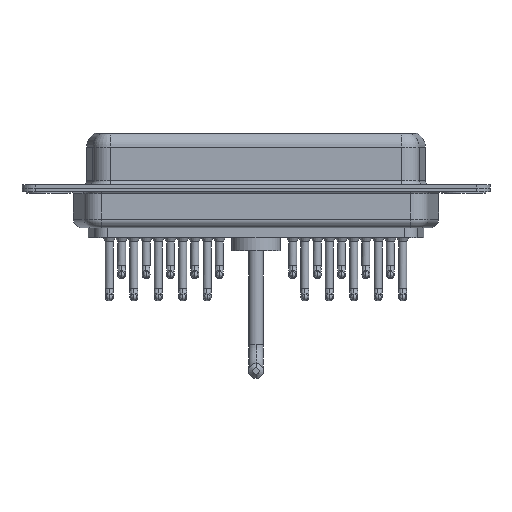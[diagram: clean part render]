
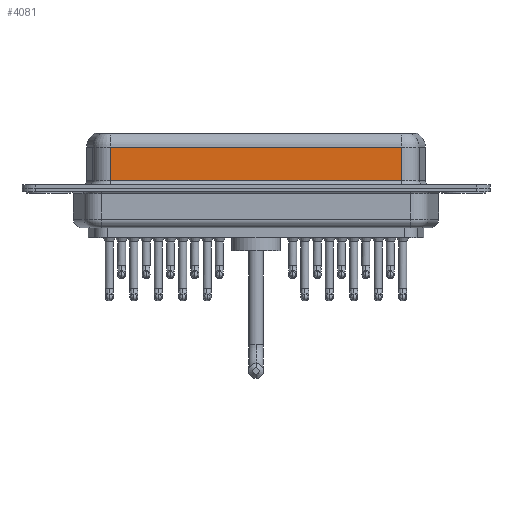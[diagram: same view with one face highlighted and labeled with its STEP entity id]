
A CAD part, front view. The second image highlights one B-rep face of the part: STEP entity #4081.
In plain terms, the highlighted planar face has unit normal (0, -1, 0).
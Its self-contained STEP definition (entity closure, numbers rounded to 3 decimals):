
#228 = LINE ( 'NONE', #16286, #1246 ) ;
#1246 = VECTOR ( 'NONE', #1839, 1000. ) ;
#1839 = DIRECTION ( 'NONE',  ( 0., 0., -1. ) ) ;
#1911 = FACE_OUTER_BOUND ( 'NONE', #4674, .T. ) ;
#2175 = CARTESIAN_POINT ( 'NONE',  ( 7.013, -3.95, 4.65 ) ) ;
#2212 = LINE ( 'NONE', #19625, #3017 ) ;
#2259 = VERTEX_POINT ( 'NONE', #6590 ) ;
#2496 = DIRECTION ( 'NONE',  ( 1., 0., 0. ) ) ;
#3017 = VECTOR ( 'NONE', #14768, 1000. ) ;
#3601 = DIRECTION ( 'NONE',  ( 0., 1., 0. ) ) ;
#4081 = ADVANCED_FACE ( 'NONE', ( #1911 ), #13291, .F. ) ;
#4674 = EDGE_LOOP ( 'NONE', ( #8708, #13135, #17379, #12915 ) ) ;
#5170 = VERTEX_POINT ( 'NONE', #2175 ) ;
#5190 = EDGE_CURVE ( 'NONE', #20136, #18531, #5653, .T. ) ;
#5285 = DIRECTION ( 'NONE',  ( 0., 0., 1. ) ) ;
#5653 = LINE ( 'NONE', #12053, #19851 ) ;
#5705 = CARTESIAN_POINT ( 'NONE',  ( 7.013, -3.95, 0.9 ) ) ;
#6590 = CARTESIAN_POINT ( 'NONE',  ( 40.037, -3.95, 4.65 ) ) ;
#7962 = EDGE_CURVE ( 'NONE', #2259, #5170, #16960, .T. ) ;
#8330 = CARTESIAN_POINT ( 'NONE',  ( 40.037, -3.95, 0.9 ) ) ;
#8708 = ORIENTED_EDGE ( 'NONE', *, *, #16401, .F. ) ;
#8937 = DIRECTION ( 'NONE',  ( -1., 0., 0. ) ) ;
#11963 = CARTESIAN_POINT ( 'NONE',  ( 40.037, -3.95, 4.65 ) ) ;
#12053 = CARTESIAN_POINT ( 'NONE',  ( 40.037, -3.95, 0.9 ) ) ;
#12915 = ORIENTED_EDGE ( 'NONE', *, *, #5190, .T. ) ;
#13135 = ORIENTED_EDGE ( 'NONE', *, *, #7962, .T. ) ;
#13291 = PLANE ( 'NONE',  #15091 ) ;
#14768 = DIRECTION ( 'NONE',  ( 0., 0., -1. ) ) ;
#15091 = AXIS2_PLACEMENT_3D ( 'NONE', #18048, #3601, #5285 ) ;
#15944 = VECTOR ( 'NONE', #8937, 1000. ) ;
#16286 = CARTESIAN_POINT ( 'NONE',  ( 40.037, -3.95, 6.4 ) ) ;
#16401 = EDGE_CURVE ( 'NONE', #2259, #18531, #228, .T. ) ;
#16960 = LINE ( 'NONE', #11963, #15944 ) ;
#17379 = ORIENTED_EDGE ( 'NONE', *, *, #18521, .T. ) ;
#18048 = CARTESIAN_POINT ( 'NONE',  ( 40.037, -3.95, 6.4 ) ) ;
#18521 = EDGE_CURVE ( 'NONE', #5170, #20136, #2212, .T. ) ;
#18531 = VERTEX_POINT ( 'NONE', #8330 ) ;
#19625 = CARTESIAN_POINT ( 'NONE',  ( 7.013, -3.95, 6.4 ) ) ;
#19851 = VECTOR ( 'NONE', #2496, 1000. ) ;
#20136 = VERTEX_POINT ( 'NONE', #5705 ) ;
